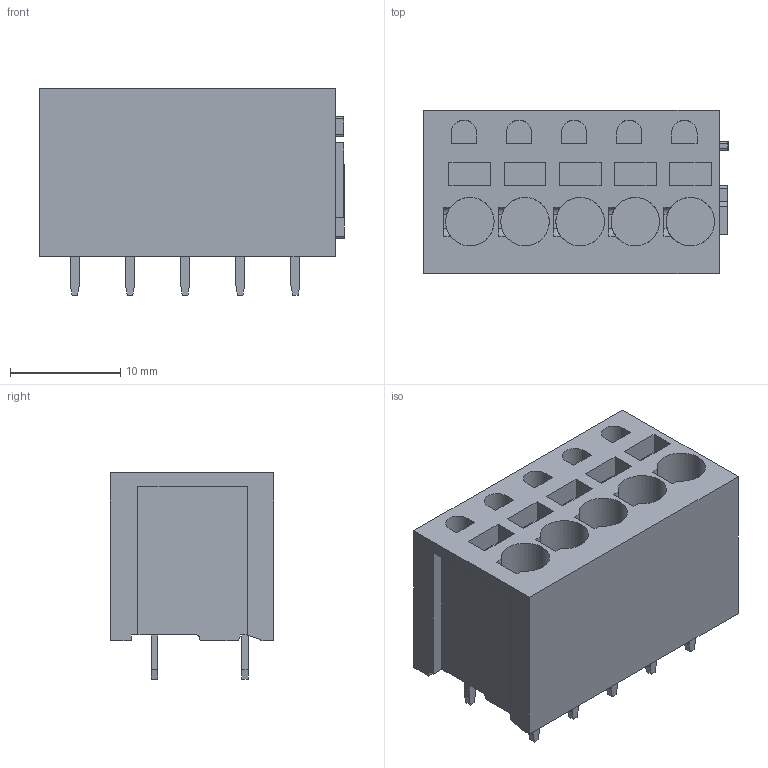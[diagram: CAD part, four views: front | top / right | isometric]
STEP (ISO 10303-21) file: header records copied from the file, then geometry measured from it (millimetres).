
FILE_DESCRIPTION(('CATIA V5 STEP Exchange','CAx-IF Rec.Pracs.--- Model Styling and Organization---1.2---2011-12-15'),'2;1');
FILE_NAME ('D1451083_0', '2018-09-03T06:17:40+00:00', ('none'), ('Weidmueller'), 'CATIA Version 5-6 Release 2014', 'CATIA V5 STEP AP214', 'none');
FILE_SCHEMA(('AUTOMOTIVE_DESIGN { 1 0 10303 214 1 1 1 1 }'));
Length unit declared in the file: millimetre
Products named in the file (1): 1330470000
Bounding box: 27.65 x 14.8 x 18.7 mm (x, y, z)
Volume: 5224.1 mm3; surface area: 3040.7 mm2
Topology: 11 solids, 11 shells, 227 faces, 561 edges, 374 vertices
Faces by surface type: plane 187, cylinder 40
Entity records: 6084 total; most frequent: ORIENTED_EDGE 1122, CARTESIAN_POINT 1105, DIRECTION 789, EDGE_CURVE 561, VECTOR 471, LINE 471, VERTEX_POINT 374, EDGE_LOOP 245
